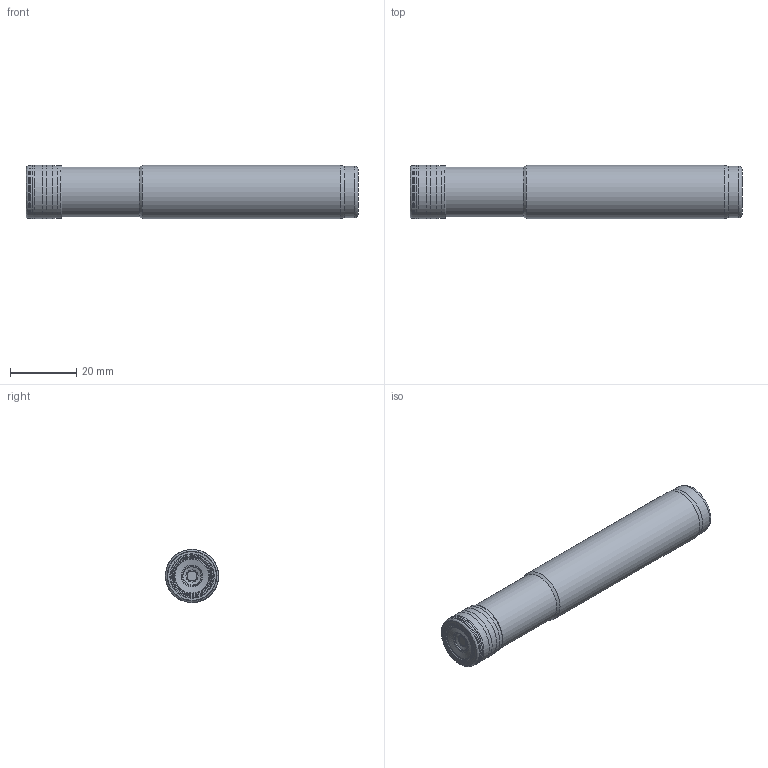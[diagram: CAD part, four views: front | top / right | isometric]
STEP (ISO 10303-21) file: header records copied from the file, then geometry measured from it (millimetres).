
FILE_DESCRIPTION(/* description */ (''),/* implementation_level */ '2;1');
FILE_NAME(/* name */ 'AEM90-AZ11-D16-W16-L100-Z02.stp',/* time_stamp */ '2023-10-19T19:03:46+03:00',/* author */ (''),/* organization */ (''),/* preprocessor_version */ 'ST-DEVELOPER v19.4',/* originating_system */ 'SIEMENS PLM Software NX2306.3001',/* authorisation */ '');
FILE_SCHEMA (('AUTOMOTIVE_DESIGN { 1 0 10303 214 3 1 1 1 }'));
Length unit declared in the file: millimetre
Products named in the file (1): AEM90-AZ11-D16-W16-L100-Z02
Bounding box: 99.99 x 16.02 x 16.02 mm (x, y, z)
Volume: 20937.1 mm3; surface area: 6214.9 mm2
Topology: 2 solids, 2 shells, 61 faces, 166 edges, 107 vertices
Faces by surface type: revolution 47, cone 5, torus 4, cylinder 3, plane 2
Full cylindrical faces by diameter (mm): 15 x1, 15.5 x1, 16 x1
Entity records: 1746 total; most frequent: CARTESIAN_POINT 568, DIRECTION 204, EDGE_LOOP 120, ORIENTED_EDGE 120, FACE_BOUND 118, AXIS2_PLACEMENT_3D 75, ADVANCED_FACE 61, VERTEX_POINT 60
